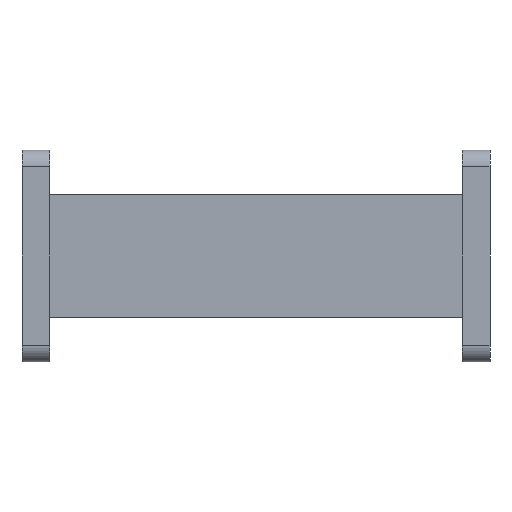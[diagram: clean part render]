
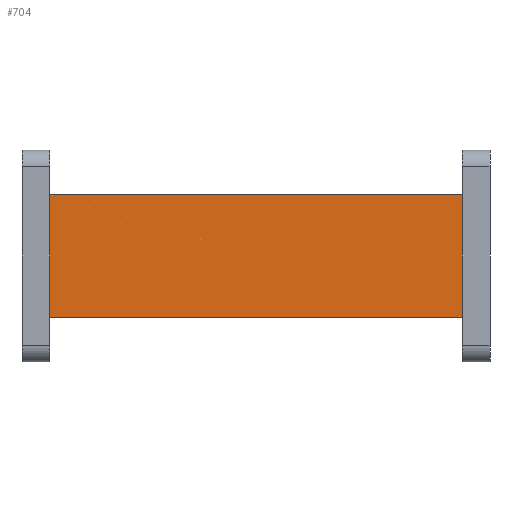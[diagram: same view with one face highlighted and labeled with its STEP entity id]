
A CAD part, front view. The second image highlights one B-rep face of the part: STEP entity #704.
In plain terms, the highlighted planar face has unit normal (0, -1, 0).
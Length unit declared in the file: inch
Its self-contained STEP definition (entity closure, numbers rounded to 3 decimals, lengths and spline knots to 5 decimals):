
#9 = EDGE_LOOP ( 'NONE', ( #1124, #798, #1022, #1016 ) ) ;
#21 = LINE ( 'NONE', #491, #1391 ) ;
#23 = VERTEX_POINT ( 'NONE', #694 ) ;
#32 = DIRECTION ( 'NONE',  ( 1., 0., 0. ) ) ;
#74 = VERTEX_POINT ( 'NONE', #1415 ) ;
#86 = PLANE ( 'NONE',  #1149 ) ;
#112 = CARTESIAN_POINT ( 'NONE',  ( -1.65354, -0.25591, 0.43307 ) ) ;
#119 = EDGE_CURVE ( 'NONE', #74, #23, #21, .T. ) ;
#133 = DIRECTION ( 'NONE',  ( 1., 0., 0. ) ) ;
#143 = DIRECTION ( 'NONE',  ( 0., 0., 1. ) ) ;
#204 = DIRECTION ( 'NONE',  ( 0., 0., 1. ) ) ;
#322 = VECTOR ( 'NONE', #1397, 39.37008 ) ;
#326 = FACE_OUTER_BOUND ( 'NONE', #9, .T. ) ;
#491 = CARTESIAN_POINT ( 'NONE',  ( -1.65354, -0.25591, -0.43307 ) ) ;
#547 = CARTESIAN_POINT ( 'NONE',  ( -1.45669, -0.25591, 0. ) ) ;
#554 = DIRECTION ( 'NONE',  ( 0., 1., 0. ) ) ;
#694 = CARTESIAN_POINT ( 'NONE',  ( 1.45669, -0.25591, -0.43307 ) ) ;
#701 = VERTEX_POINT ( 'NONE', #1130 ) ;
#704 = ADVANCED_FACE ( 'NONE', ( #326 ), #86, .F. ) ;
#709 = VECTOR ( 'NONE', #143, 39.37008 ) ;
#773 = EDGE_CURVE ( 'NONE', #74, #1459, #836, .T. ) ;
#789 = CARTESIAN_POINT ( 'NONE',  ( -1.45669, -0.25591, 0.43307 ) ) ;
#798 = ORIENTED_EDGE ( 'NONE', *, *, #119, .T. ) ;
#836 = LINE ( 'NONE', #547, #1413 ) ;
#1016 = ORIENTED_EDGE ( 'NONE', *, *, #1146, .F. ) ;
#1022 = ORIENTED_EDGE ( 'NONE', *, *, #1403, .T. ) ;
#1032 = CARTESIAN_POINT ( 'NONE',  ( -1.65354, -0.25591, 0.43307 ) ) ;
#1124 = ORIENTED_EDGE ( 'NONE', *, *, #773, .F. ) ;
#1130 = CARTESIAN_POINT ( 'NONE',  ( 1.45669, -0.25591, 0.43307 ) ) ;
#1146 = EDGE_CURVE ( 'NONE', #1459, #701, #1175, .T. ) ;
#1149 = AXIS2_PLACEMENT_3D ( 'NONE', #1032, #554, #133 ) ;
#1175 = LINE ( 'NONE', #112, #322 ) ;
#1187 = CARTESIAN_POINT ( 'NONE',  ( 1.45669, -0.25591, 0.43307 ) ) ;
#1391 = VECTOR ( 'NONE', #32, 39.37008 ) ;
#1397 = DIRECTION ( 'NONE',  ( 1., 0., 0. ) ) ;
#1403 = EDGE_CURVE ( 'NONE', #23, #701, #1423, .T. ) ;
#1413 = VECTOR ( 'NONE', #204, 39.37008 ) ;
#1415 = CARTESIAN_POINT ( 'NONE',  ( -1.45669, -0.25591, -0.43307 ) ) ;
#1423 = LINE ( 'NONE', #1187, #709 ) ;
#1459 = VERTEX_POINT ( 'NONE', #789 ) ;
